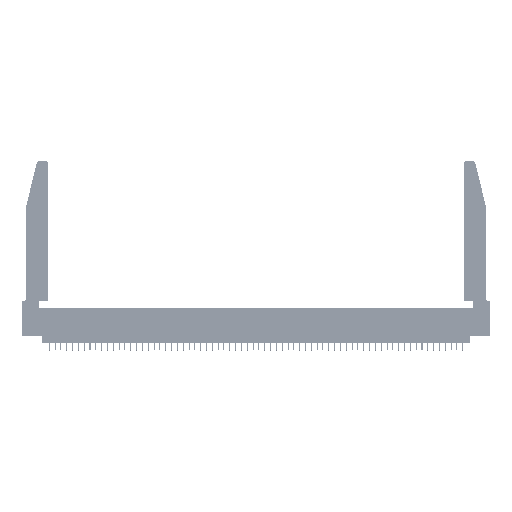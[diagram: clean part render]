
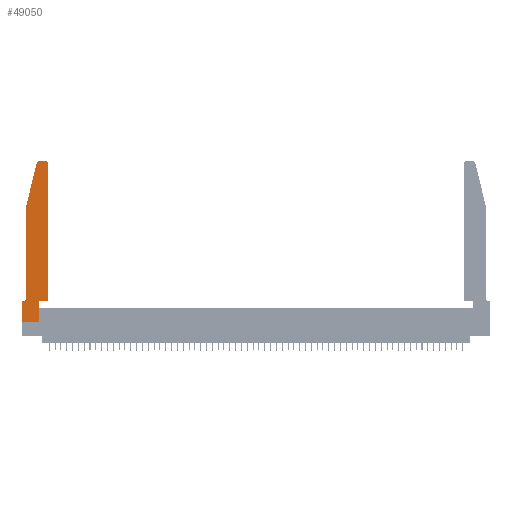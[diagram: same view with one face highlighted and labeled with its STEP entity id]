
A CAD part, top view. The second image highlights one B-rep face of the part: STEP entity #49050.
In plain terms, the highlighted planar face has unit normal (0, 0, 1).
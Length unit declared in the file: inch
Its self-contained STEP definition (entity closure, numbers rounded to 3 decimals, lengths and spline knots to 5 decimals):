
#60 = VERTEX_POINT ( 'NONE', #52168 ) ;
#803 = CARTESIAN_POINT ( 'NONE',  ( 0., 0., 0.37 ) ) ;
#964 = LINE ( 'NONE', #31500, #32617 ) ;
#1765 = CARTESIAN_POINT ( 'NONE',  ( 0., 0.35, 0.37 ) ) ;
#1972 = LINE ( 'NONE', #22906, #9453 ) ;
#3534 = DIRECTION ( 'NONE',  ( 1., 0., 0. ) ) ;
#3633 = EDGE_CURVE ( 'NONE', #50675, #5702, #29158, .T. ) ;
#4320 = EDGE_CURVE ( 'NONE', #26974, #50675, #1972, .T. ) ;
#4387 = ORIENTED_EDGE ( 'NONE', *, *, #42477, .T. ) ;
#5702 = VERTEX_POINT ( 'NONE', #19147 ) ;
#5759 = LINE ( 'NONE', #44439, #13981 ) ;
#6994 = CARTESIAN_POINT ( 'NONE',  ( 0.0055, 0.35, 0.37 ) ) ;
#7046 = CARTESIAN_POINT ( 'NONE',  ( 0.0755, 0.35, 0.37 ) ) ;
#7188 = LINE ( 'NONE', #10695, #43583 ) ;
#7613 = CARTESIAN_POINT ( 'NONE',  ( 0., 0., 0.37 ) ) ;
#8718 = ORIENTED_EDGE ( 'NONE', *, *, #23701, .T. ) ;
#8955 = DIRECTION ( 'NONE',  ( -0.239, -0.971, 0. ) ) ;
#8986 = EDGE_CURVE ( 'NONE', #27657, #13085, #53460, .T. ) ;
#9453 = VECTOR ( 'NONE', #54327, 39.37008 ) ;
#10695 = CARTESIAN_POINT ( 'NONE',  ( 0.0755, 2., 0.37 ) ) ;
#11169 = AXIS2_PLACEMENT_3D ( 'NONE', #36899, #18292, #54363 ) ;
#12254 = CARTESIAN_POINT ( 'NONE',  ( 0.4205, 2.75, 0.37 ) ) ;
#13085 = VERTEX_POINT ( 'NONE', #17623 ) ;
#13981 = VECTOR ( 'NONE', #8955, 39.37008 ) ;
#14371 = VERTEX_POINT ( 'NONE', #26702 ) ;
#14945 = CARTESIAN_POINT ( 'NONE',  ( 0.2865, 0., 0.37 ) ) ;
#15669 = ORIENTED_EDGE ( 'NONE', *, *, #42827, .T. ) ;
#16252 = EDGE_CURVE ( 'NONE', #57187, #27657, #34084, .T. ) ;
#17623 = CARTESIAN_POINT ( 'NONE',  ( 0., 0., 0.37 ) ) ;
#17995 = AXIS2_PLACEMENT_3D ( 'NONE', #50862, #37787, #36641 ) ;
#18292 = DIRECTION ( 'NONE',  ( 0., 0., -1. ) ) ;
#19147 = CARTESIAN_POINT ( 'NONE',  ( 0.4505, 0.35, 0.37 ) ) ;
#19172 = EDGE_CURVE ( 'NONE', #13085, #26974, #33207, .T. ) ;
#19504 = DIRECTION ( 'NONE',  ( 1., 0., 0. ) ) ;
#19933 = CARTESIAN_POINT ( 'NONE',  ( 0.284, 2.75, 0.37 ) ) ;
#20082 = FACE_OUTER_BOUND ( 'NONE', #40406, .T. ) ;
#21434 = CARTESIAN_POINT ( 'NONE',  ( 0.4505, 0.35, 0.37 ) ) ;
#21496 = CIRCLE ( 'NONE', #38236, 0.03 ) ;
#22397 = VECTOR ( 'NONE', #38169, 39.37008 ) ;
#22581 = VECTOR ( 'NONE', #56641, 39.37008 ) ;
#22906 = CARTESIAN_POINT ( 'NONE',  ( 0.2865, 0.35, 0.37 ) ) ;
#23701 = EDGE_CURVE ( 'NONE', #14371, #60, #7188, .T. ) ;
#24089 = CARTESIAN_POINT ( 'NONE',  ( 0., 0.35, 0.37 ) ) ;
#24382 = VECTOR ( 'NONE', #36277, 39.37008 ) ;
#25650 = CARTESIAN_POINT ( 'NONE',  ( 0.284, 2.72, 0.37 ) ) ;
#25849 = CARTESIAN_POINT ( 'NONE',  ( 0.4505, 2.72, 0.37 ) ) ;
#26702 = CARTESIAN_POINT ( 'NONE',  ( 0.0755, 2., 0.37 ) ) ;
#26974 = VERTEX_POINT ( 'NONE', #14945 ) ;
#27657 = VERTEX_POINT ( 'NONE', #24089 ) ;
#29158 = LINE ( 'NONE', #39325, #22397 ) ;
#30367 = ORIENTED_EDGE ( 'NONE', *, *, #3633, .T. ) ;
#30536 = EDGE_CURVE ( 'NONE', #5702, #46835, #38889, .T. ) ;
#31498 = VECTOR ( 'NONE', #41948, 39.37008 ) ;
#31500 = CARTESIAN_POINT ( 'NONE',  ( 0.2605, 2.75, 0.37 ) ) ;
#32019 = VERTEX_POINT ( 'NONE', #12254 ) ;
#32617 = VECTOR ( 'NONE', #44881, 39.37008 ) ;
#33207 = LINE ( 'NONE', #7613, #31498 ) ;
#33359 = DIRECTION ( 'NONE',  ( 0., -1., 0. ) ) ;
#33963 = VERTEX_POINT ( 'NONE', #36562 ) ;
#34084 = LINE ( 'NONE', #7046, #46153 ) ;
#36277 = DIRECTION ( 'NONE',  ( 0., -1., 0. ) ) ;
#36562 = CARTESIAN_POINT ( 'NONE',  ( 0.25487, 2.72718, 0.37 ) ) ;
#36641 = DIRECTION ( 'NONE',  ( 1., 0., 0. ) ) ;
#36899 = CARTESIAN_POINT ( 'NONE',  ( 0.0055, 0.42, 0.37 ) ) ;
#37542 = DIRECTION ( 'NONE',  ( 0., 0., 1. ) ) ;
#37591 = DIRECTION ( 'NONE',  ( -1., 0., 0. ) ) ;
#37787 = DIRECTION ( 'NONE',  ( 0., 0., 1. ) ) ;
#38055 = ORIENTED_EDGE ( 'NONE', *, *, #19172, .T. ) ;
#38169 = DIRECTION ( 'NONE',  ( 1., 0., 0. ) ) ;
#38236 = AXIS2_PLACEMENT_3D ( 'NONE', #25650, #43394, #3534 ) ;
#38580 = AXIS2_PLACEMENT_3D ( 'NONE', #1765, #37542, #19504 ) ;
#38889 = LINE ( 'NONE', #21434, #22581 ) ;
#39325 = CARTESIAN_POINT ( 'NONE',  ( 0.4505, 0.35, 0.37 ) ) ;
#40394 = ORIENTED_EDGE ( 'NONE', *, *, #41569, .T. ) ;
#40406 = EDGE_LOOP ( 'NONE', ( #4387, #15669, #40394, #8718, #51362, #42638, #48897, #38055, #53682, #30367, #42270, #46932 ) ) ;
#41215 = CIRCLE ( 'NONE', #17995, 0.03 ) ;
#41569 = EDGE_CURVE ( 'NONE', #33963, #14371, #5759, .T. ) ;
#41904 = PLANE ( 'NONE',  #38580 ) ;
#41948 = DIRECTION ( 'NONE',  ( 1., 0., 0. ) ) ;
#42270 = ORIENTED_EDGE ( 'NONE', *, *, #30536, .T. ) ;
#42477 = EDGE_CURVE ( 'NONE', #32019, #43509, #964, .T. ) ;
#42638 = ORIENTED_EDGE ( 'NONE', *, *, #16252, .T. ) ;
#42827 = EDGE_CURVE ( 'NONE', #43509, #33963, #21496, .T. ) ;
#43394 = DIRECTION ( 'NONE',  ( 0., 0., 1. ) ) ;
#43509 = VERTEX_POINT ( 'NONE', #19933 ) ;
#43583 = VECTOR ( 'NONE', #33359, 39.37008 ) ;
#44439 = CARTESIAN_POINT ( 'NONE',  ( 0.0755, 2., 0.37 ) ) ;
#44881 = DIRECTION ( 'NONE',  ( -1., 0., 0. ) ) ;
#45428 = EDGE_CURVE ( 'NONE', #46835, #32019, #41215, .T. ) ;
#46153 = VECTOR ( 'NONE', #37591, 39.37008 ) ;
#46835 = VERTEX_POINT ( 'NONE', #25849 ) ;
#46932 = ORIENTED_EDGE ( 'NONE', *, *, #45428, .T. ) ;
#48897 = ORIENTED_EDGE ( 'NONE', *, *, #8986, .T. ) ;
#49050 = ADVANCED_FACE ( 'NONE', ( #20082 ), #41904, .T. ) ;
#50273 = CARTESIAN_POINT ( 'NONE',  ( 0.2865, 0.35, 0.37 ) ) ;
#50675 = VERTEX_POINT ( 'NONE', #50273 ) ;
#50862 = CARTESIAN_POINT ( 'NONE',  ( 0.4205, 2.72, 0.37 ) ) ;
#51362 = ORIENTED_EDGE ( 'NONE', *, *, #52101, .T. ) ;
#52101 = EDGE_CURVE ( 'NONE', #60, #57187, #55741, .T. ) ;
#52168 = CARTESIAN_POINT ( 'NONE',  ( 0.0755, 0.42, 0.37 ) ) ;
#53460 = LINE ( 'NONE', #803, #24382 ) ;
#53682 = ORIENTED_EDGE ( 'NONE', *, *, #4320, .T. ) ;
#54327 = DIRECTION ( 'NONE',  ( 0., 1., 0. ) ) ;
#54363 = DIRECTION ( 'NONE',  ( -1., 0., 0. ) ) ;
#55741 = CIRCLE ( 'NONE', #11169, 0.07 ) ;
#56641 = DIRECTION ( 'NONE',  ( 0., 1., 0. ) ) ;
#57187 = VERTEX_POINT ( 'NONE', #6994 ) ;
